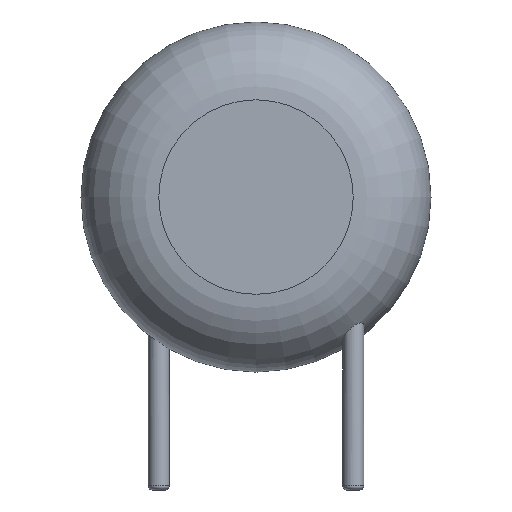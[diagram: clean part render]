
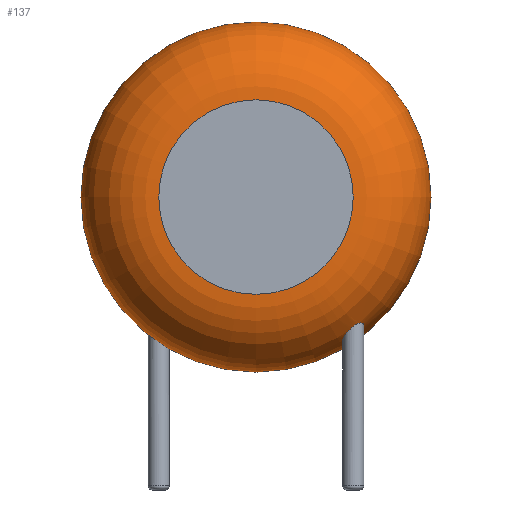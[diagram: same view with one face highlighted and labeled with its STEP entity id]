
A CAD part, front view. The second image highlights one B-rep face of the part: STEP entity #137.
In plain terms, the highlighted toroidal (fillet/blend) face has major radius 2.5 mm and minor radius 2 mm.
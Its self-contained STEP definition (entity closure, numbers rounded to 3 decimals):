
#24 = VERTEX_POINT('',#25);
#25 = CARTESIAN_POINT('',(7.,-0.95,4.53));
#31 = EDGE_CURVE('',#24,#24,#32,.T.);
#32 = CIRCLE('',#33,4.5);
#33 = AXIS2_PLACEMENT_3D('',#34,#35,#36);
#34 = CARTESIAN_POINT('',(2.5,-0.95,4.53));
#35 = DIRECTION('',(0.,-1.,0.));
#36 = DIRECTION('',(1.,0.,0.));
#137 = ADVANCED_FACE('',(#138,#158),#223,.T.);
#138 = FACE_BOUND('',#139,.T.);
#139 = EDGE_LOOP('',(#140,#141,#150,#157));
#140 = ORIENTED_EDGE('',*,*,#31,.T.);
#141 = ORIENTED_EDGE('',*,*,#142,.T.);
#142 = EDGE_CURVE('',#24,#143,#145,.T.);
#143 = VERTEX_POINT('',#144);
#144 = CARTESIAN_POINT('',(5.,-2.95,4.53));
#145 = CIRCLE('',#146,2.);
#146 = AXIS2_PLACEMENT_3D('',#147,#148,#149);
#147 = CARTESIAN_POINT('',(5.,-0.95,4.53));
#148 = DIRECTION('',(0.,0.,-1.));
#149 = DIRECTION('',(1.,0.,0.));
#150 = ORIENTED_EDGE('',*,*,#151,.F.);
#151 = EDGE_CURVE('',#143,#143,#152,.T.);
#152 = CIRCLE('',#153,2.5);
#153 = AXIS2_PLACEMENT_3D('',#154,#155,#156);
#154 = CARTESIAN_POINT('',(2.5,-2.95,4.53));
#155 = DIRECTION('',(0.,-1.,0.));
#156 = DIRECTION('',(1.,0.,0.));
#157 = ORIENTED_EDGE('',*,*,#142,.F.);
#158 = FACE_BOUND('',#159,.T.);
#159 = EDGE_LOOP('',(#160,#183));
#160 = ORIENTED_EDGE('',*,*,#161,.T.);
#161 = EDGE_CURVE('',#162,#164,#166,.T.);
#162 = VERTEX_POINT('',#163);
#163 = CARTESIAN_POINT('',(5.27,-1.8,1.227));
#164 = VERTEX_POINT('',#165);
#165 = CARTESIAN_POINT('',(4.811,-1.607,0.799)
);
#166 = B_SPLINE_CURVE_WITH_KNOTS('',8,(#167,#168,#169,#170,#171,#172,
#173,#174,#175,#176,#177,#178,#179,#180,#181,#182),.UNSPECIFIED.,.F.
,.F.,(9,7,9),(0.,0.327,1.),.UNSPECIFIED.);
#167 = CARTESIAN_POINT('',(5.27,-1.8,1.227));
#168 = CARTESIAN_POINT('',(5.27,-1.775,1.212));
#169 = CARTESIAN_POINT('',(5.267,-1.749,1.195)
);
#170 = CARTESIAN_POINT('',(5.262,-1.725,1.177
));
#171 = CARTESIAN_POINT('',(5.254,-1.701,1.157
));
#172 = CARTESIAN_POINT('',(5.244,-1.678,1.137
));
#173 = CARTESIAN_POINT('',(5.231,-1.656,1.117
));
#174 = CARTESIAN_POINT('',(5.216,-1.636,1.095
));
#175 = CARTESIAN_POINT('',(5.165,-1.58,1.03
));
#176 = CARTESIAN_POINT('',(5.121,-1.549,0.985)
);
#177 = CARTESIAN_POINT('',(5.071,-1.528,0.939)
);
#178 = CARTESIAN_POINT('',(5.015,-1.517,0.897
));
#179 = CARTESIAN_POINT('',(4.957,-1.521,0.858
));
#180 = CARTESIAN_POINT('',(4.901,-1.538,0.828
));
#181 = CARTESIAN_POINT('',(4.851,-1.568,0.807)
);
#182 = CARTESIAN_POINT('',(4.811,-1.607,0.799)
);
#183 = ORIENTED_EDGE('',*,*,#184,.T.);
#184 = EDGE_CURVE('',#164,#162,#185,.T.);
#185 = B_SPLINE_CURVE_WITH_KNOTS('',6,(#186,#187,#188,#189,#190,#191,
#192,#193,#194,#195,#196,#197,#198,#199,#200,#201,#202,#203,#204,
#205,#206,#207,#208,#209,#210,#211,#212,#213,#214,#215,#216,#217,
#218,#219,#220,#221,#222),.UNSPECIFIED.,.F.,.F.,(7,5,5,5,5,5,5,7),(
0.,0.061,0.253,0.431,
0.596,0.762,0.905,1.),.UNSPECIFIED.);
#186 = CARTESIAN_POINT('',(4.811,-1.607,0.799)
);
#187 = CARTESIAN_POINT('',(4.803,-1.615,0.797)
);
#188 = CARTESIAN_POINT('',(4.795,-1.624,0.796
));
#189 = CARTESIAN_POINT('',(4.788,-1.632,0.795
));
#190 = CARTESIAN_POINT('',(4.781,-1.641,0.795)
);
#191 = CARTESIAN_POINT('',(4.775,-1.651,0.795
));
#192 = CARTESIAN_POINT('',(4.751,-1.691,0.798
));
#193 = CARTESIAN_POINT('',(4.737,-1.724,0.805
));
#194 = CARTESIAN_POINT('',(4.729,-1.758,0.818
));
#195 = CARTESIAN_POINT('',(4.727,-1.792,0.834
));
#196 = CARTESIAN_POINT('',(4.729,-1.826,0.855)
);
#197 = CARTESIAN_POINT('',(4.743,-1.888,0.9
));
#198 = CARTESIAN_POINT('',(4.753,-1.917,0.925
));
#199 = CARTESIAN_POINT('',(4.768,-1.943,0.951
));
#200 = CARTESIAN_POINT('',(4.785,-1.968,0.979
));
#201 = CARTESIAN_POINT('',(4.805,-1.989,1.009
));
#202 = CARTESIAN_POINT('',(4.85,-2.026,1.065
));
#203 = CARTESIAN_POINT('',(4.873,-2.041,1.093
));
#204 = CARTESIAN_POINT('',(4.898,-2.053,1.12
));
#205 = CARTESIAN_POINT('',(4.926,-2.062,1.147)
);
#206 = CARTESIAN_POINT('',(4.954,-2.068,1.173
));
#207 = CARTESIAN_POINT('',(5.013,-2.071,1.219
));
#208 = CARTESIAN_POINT('',(5.043,-2.069,1.241
));
#209 = CARTESIAN_POINT('',(5.073,-2.063,1.259
));
#210 = CARTESIAN_POINT('',(5.103,-2.053,1.274)
);
#211 = CARTESIAN_POINT('',(5.131,-2.038,1.284
));
#212 = CARTESIAN_POINT('',(5.178,-2.005,1.295
));
#213 = CARTESIAN_POINT('',(5.197,-1.987,1.297
));
#214 = CARTESIAN_POINT('',(5.215,-1.967,1.296
));
#215 = CARTESIAN_POINT('',(5.23,-1.945,1.292
));
#216 = CARTESIAN_POINT('',(5.242,-1.922,1.286
));
#217 = CARTESIAN_POINT('',(5.258,-1.882,1.271
));
#218 = CARTESIAN_POINT('',(5.263,-1.866,1.264)
);
#219 = CARTESIAN_POINT('',(5.266,-1.85,1.256)
);
#220 = CARTESIAN_POINT('',(5.269,-1.833,1.247
));
#221 = CARTESIAN_POINT('',(5.27,-1.817,1.238));
#222 = CARTESIAN_POINT('',(5.27,-1.8,1.227));
#223 = TOROIDAL_SURFACE('',#224,2.5,2.);
#224 = AXIS2_PLACEMENT_3D('',#225,#226,#227);
#225 = CARTESIAN_POINT('',(2.5,-0.95,4.53));
#226 = DIRECTION('',(0.,-1.,0.));
#227 = DIRECTION('',(1.,0.,0.));
